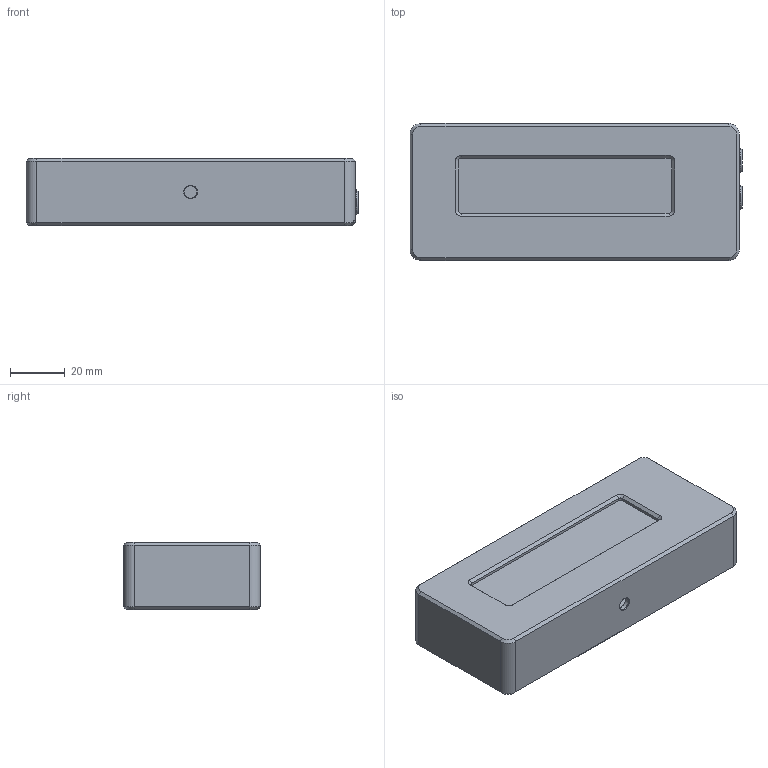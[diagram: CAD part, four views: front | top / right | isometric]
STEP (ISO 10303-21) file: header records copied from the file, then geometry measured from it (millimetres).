
FILE_DESCRIPTION(/* description */ ('','CAx-IF Rec.Pracs.---Representation and Presentation of Product Manufacturing Information (PMI)---4.0---2014-10-13'),/* implementation_level */ '2;1');
FILE_NAME(/* name */ 'Laptimer - Full unit.step',/* time_stamp */ '2025-03-24T08:37:28-04:00',/* author */ (''),/* organization */ (''),/* preprocessor_version */ 'ST-DEVELOPER v20',/* originating_system */ 'Autodesk Translation Framework v13.20.0.188',/* authorisation */ '');
FILE_SCHEMA (('AP242_MANAGED_MODEL_BASED_3D_ENGINEERING_MIM_LF { 1 0 10303 442 1 1 4 }'));
Length unit declared in the file: millimetre
Products named in the file (1): RaceLogic Vbox
Bounding box: 121 x 50 x 24.5 mm (x, y, z)
Volume: 41813.6 mm3; surface area: 43481.7 mm2
Topology: 6 solids, 6 shells, 264 faces, 652 edges, 413 vertices
Faces by surface type: plane 172, cylinder 58, cone 34
Full cylindrical faces by diameter (mm): 1 x18, 2.8 x4, 3 x4, 3.5 x1, 4.5 x1, 5 x4, 9 x1
Entity records: 7796 total; most frequent: CARTESIAN_POINT 1348, DIRECTION 1321, ORIENTED_EDGE 1300, EDGE_CURVE 650, LINE 489, VECTOR 489, AXIS2_PLACEMENT_3D 416, VERTEX_POINT 413
